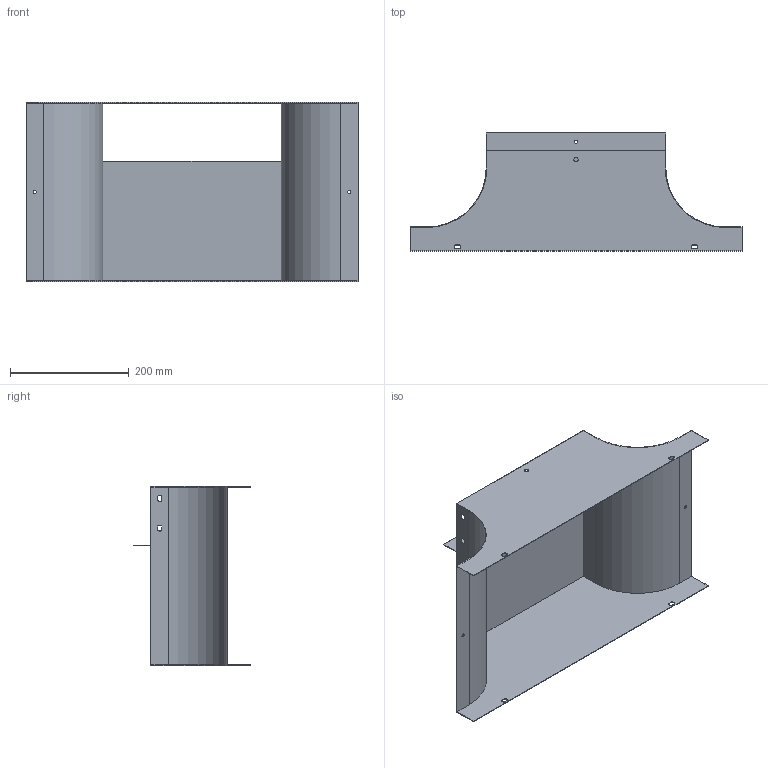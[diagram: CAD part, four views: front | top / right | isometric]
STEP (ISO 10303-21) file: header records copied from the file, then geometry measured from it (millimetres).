
FILE_DESCRIPTION (( 'STEP AP203' ), '1' );
FILE_NAME ('Êðûøêà Ò-îòâåòâèòåëü ââåðõ (ïëîñêèé) TSS_37335.STEP', '2012-11-09T08:46:03', ( 'Àñååâ' ), ( '' ), 'SwSTEP 2.0', 'SolidWorks 2012', '' );
FILE_SCHEMA (( 'CONFIG_CONTROL_DESIGN' ));
Length unit declared in the file: millimetre
Products named in the file (1): Êðûøêà Ò-îòâåòâèòåëü ââåðõ (ïëîñêèé) TSS_37335
Bounding box: 558 x 198 x 301 mm (x, y, z)
Volume: 327667.7 mm3; surface area: 658373.7 mm2
Topology: 1 solids, 1 shells, 62 faces, 187 edges, 125 vertices
Faces by surface type: plane 38, cylinder 24
Full cylindrical faces by diameter (mm): 5 x3, 7 x1
Entity records: 2189 total; most frequent: CARTESIAN_POINT 365, ORIENTED_EDGE 360, DIRECTION 354, EDGE_CURVE 180, LINE 132, VECTOR 132, VERTEX_POINT 122, AXIS2_PLACEMENT_3D 111
